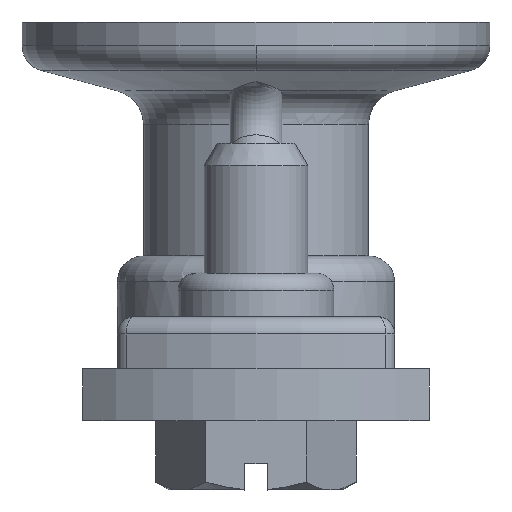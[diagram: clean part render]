
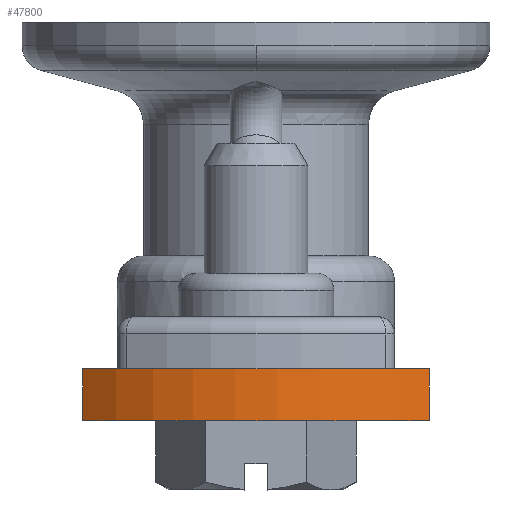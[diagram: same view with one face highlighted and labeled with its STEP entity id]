
A CAD part, left-side view. The second image highlights one B-rep face of the part: STEP entity #47800.
In plain terms, the highlighted cylindrical face has radius 15 mm (diameter 30 mm), a partial arc.
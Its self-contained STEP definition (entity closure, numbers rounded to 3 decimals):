
#44910=CARTESIAN_POINT('',(-24.18,0.,0.));
#44920=VERTEX_POINT('',#44910);
#45620=CARTESIAN_POINT('',(-24.18,20.,0.));
#45630=VERTEX_POINT('',#45620);
#45660=CARTESIAN_POINT('',(-13.,10.,0.));
#45670=DIRECTION('',(0.,0.,1.));
#45680=DIRECTION('',(1.,0.,0.));
#45690=AXIS2_PLACEMENT_3D('',#45660,#45670,#45680);
#45700=CIRCLE('',#45690,15.);
#45710=EDGE_CURVE('',#45630,#44920,#45700,.T.);
#46530=CARTESIAN_POINT('',(-13.,10.,3.));
#46540=DIRECTION('',(0.,0.,1.));
#46550=DIRECTION('',(1.,0.,0.));
#46560=AXIS2_PLACEMENT_3D('',#46530,#46540,#46550);
#46570=CIRCLE('',#46560,15.);
#46580=CARTESIAN_POINT('',(-24.18,20.,3.));
#46590=VERTEX_POINT('',#46580);
#46600=CARTESIAN_POINT('',(-24.18,0.,3.));
#46610=VERTEX_POINT('',#46600);
#46620=EDGE_CURVE('',#46590,#46610,#46570,.T.);
#47540=CARTESIAN_POINT('',(-24.18,20.,0.));
#47550=DIRECTION('',(0.,0.,1.));
#47560=VECTOR('',#47550,1.);
#47570=LINE('',#47540,#47560);
#47580=EDGE_CURVE('',#45630,#46590,#47570,.T.);
#47640=CARTESIAN_POINT('',(-13.,10.,0.));
#47650=DIRECTION('',(0.,0.,1.));
#47660=DIRECTION('',(1.,0.,0.));
#47670=AXIS2_PLACEMENT_3D('',#47640,#47650,#47660);
#47680=CYLINDRICAL_SURFACE('',#47670,15.);
#47690=ORIENTED_EDGE('',*,*,#47580,.F.);
#47700=ORIENTED_EDGE('',*,*,#46620,.F.);
#47710=CARTESIAN_POINT('',(-24.18,0.,0.));
#47720=DIRECTION('',(0.,0.,1.));
#47730=VECTOR('',#47720,1.);
#47740=LINE('',#47710,#47730);
#47750=EDGE_CURVE('',#44920,#46610,#47740,.T.);
#47760=ORIENTED_EDGE('',*,*,#47750,.T.);
#47770=ORIENTED_EDGE('',*,*,#45710,.T.);
#47780=EDGE_LOOP('',(#47770,#47760,#47700,#47690));
#47790=FACE_OUTER_BOUND('',#47780,.T.);
#47800=ADVANCED_FACE('',(#47790),#47680,.T.);
